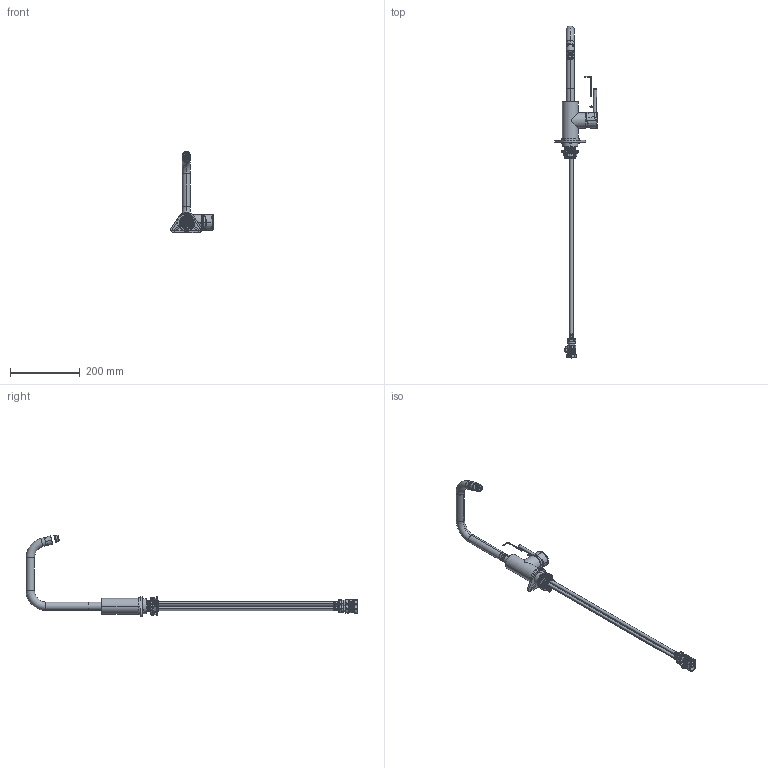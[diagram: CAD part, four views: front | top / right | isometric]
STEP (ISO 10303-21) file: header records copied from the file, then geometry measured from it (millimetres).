
FILE_DESCRIPTION((''),'2;1');
FILE_NAME('T84412-XX-SGRS1_ASM','2025-05-28T',('g1002238'),(''),'PRO/ENGINEER BY PARAMETRIC TECHNOLOGY CORPORATION, 2012360','PRO/ENGINEER BY PARAMETRIC TECHNOLOGY CORPORATION, 2012360','');
FILE_SCHEMA(('CONFIG_CONTROL_DESIGN'));
Products named in the file (36): T84712-XX-SGRS-1; ATBA0242; T84712-XX-SGRS-2; T84712-XX-SGRS-3; T84712-XX-SGRS-4; T84712-XX-SGRS-5; T84712-XX-SGRS-6; T84712-XX-SGRS-7_AF4; T84712-XX-SGRS-8; T84712-XX-SGRS-9; T84712-XX-SGRS-11; T84412-XX-SGRS-11; T84412-XX-SGRS-12; T84412-XX-SGRS-1_ASM; CTHZ0281; CTCP0072; CTKL0013; T84712-XX-SGRS-13; T84712-XX-SGRS-12; ATBX0072-1; ATBX0072-2; ATBX0072_ASM; CTQP0054; ATBP0701; ATBQ1068-5; ATBQ1068-3; ATBQ1068-1; ATBQ1068-4; ATBQ1068-2; ATBQ1068-6; ATBQ1068_ASM; CCQT0002; CTNP0069; CTCP0072-RD; ATBA0436; T84412-XX-SGRS1_ASM
Assembly tree (41 placements, depth 3):
  T84412-XX-SGRS1_ASM
    T84712-XX-SGRS-1
    ATBA0242
    T84712-XX-SGRS-2
    T84712-XX-SGRS-3
    T84712-XX-SGRS-4
    T84712-XX-SGRS-5
    T84712-XX-SGRS-6
    T84712-XX-SGRS-7_AF4
    T84712-XX-SGRS-8
    T84712-XX-SGRS-9  x2
    T84712-XX-SGRS-11
    T84412-XX-SGRS-1_ASM
      T84412-XX-SGRS-11
      T84412-XX-SGRS-12
    CTHZ0281
    CTCP0072
    CTKL0013
    T84712-XX-SGRS-13
    T84712-XX-SGRS-12
    ATBX0072_ASM
      ATBX0072-1
      ATBX0072-2
    CTQP0054
    ATBP0701  x2
    ATBQ1068_ASM  x2
      ATBQ1068-5
      ATBQ1068-3
      ATBQ1068-1
      ATBQ1068-4
      ATBQ1068-2
      ATBQ1068-6
    CCQT0002
    CTNP0069
    CTCP0072-RD
    ATBA0436  x2
Bounding box: 120.83 x 949.99 x 233.4 mm (x, y, z)
Volume: 375711.6 mm3; surface area: 278195.5 mm2
Topology: 49 solids, 50 shells, 2918 faces, 7320 edges, 4583 vertices
Faces by surface type: plane 1192, cylinder 867, bspline 286, cone 271, torus 243, sphere 56, extrusion 3
Entity records: 138832 total; most frequent: CARTESIAN_POINT 90051, ORIENTED_EDGE 10350, DIRECTION 9704, EDGE_CURVE 5175, AXIS2_PLACEMENT_3D 3799, VERTEX_POINT 3224, EDGE_LOOP 2299, VECTOR 2106
